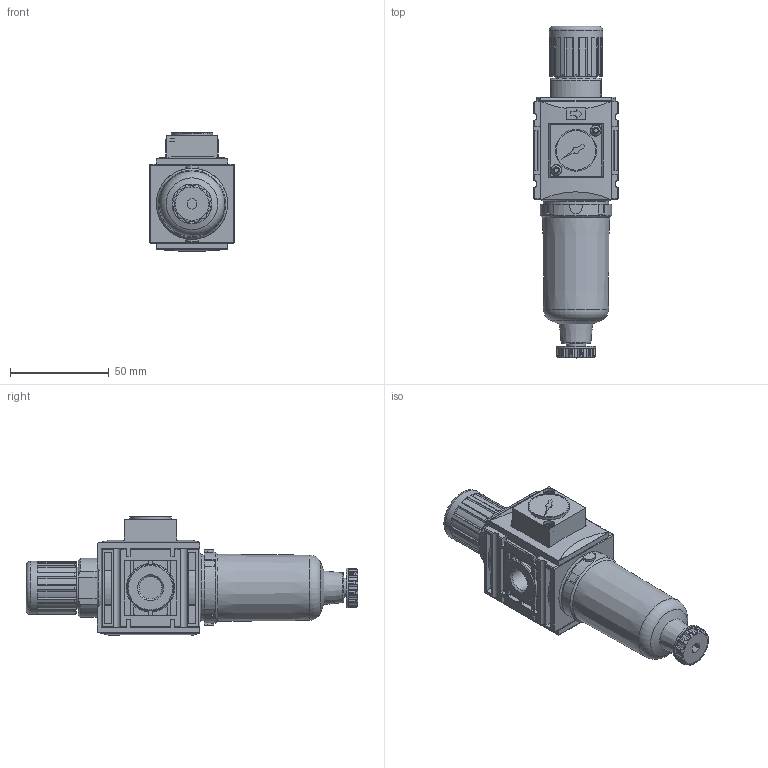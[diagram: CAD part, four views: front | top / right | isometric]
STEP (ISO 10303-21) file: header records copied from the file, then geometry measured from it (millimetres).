
FILE_DESCRIPTION( ( 'STEP AP214' ), ' ' );
FILE_NAME( '92100.CC06.stp', '2017-01-23T08:16:57', ( '' ), ( '' ), ' ', 'PARTsolutions', ' ' );
FILE_SCHEMA( ( 'AUTOMOTIVE_DESIGN { 1 0 10303 214 1 1 1 1 }' ) );
Length unit declared in the file: millimetre
Products named in the file (5): 92100.CC06; HI_KREV_11; _C.00 HA4; _KREG-014/8 G_PR; _GC 27.6
Assembly tree (4 placements, depth 2):
  92100.CC06
    HI_KREV_11
    _C.00 HA4
    _KREG-014/8 G_PR
    _GC 27.6
Bounding box: 43 x 168 x 60.08 mm (x, y, z)
Volume: 182340.9 mm3; surface area: 35748 mm2
Topology: 4 solids, 4 shells, 631 faces, 1752 edges, 1158 vertices
Faces by surface type: plane 301, cylinder 287, torus 24, cone 16, bspline 2, sphere 1
Full cylindrical faces by diameter (mm): 5.3 x2, 9.728 x1, 11.445 x2, 20 x2, 21 x2, 23.5 x2, 27 x1, 33.3 x1, 36 x1, 40 x1
Entity records: 25986 total; most frequent: CARTESIAN_POINT 4588, DIRECTION 3444, ORIENTED_EDGE 3412, EDGE_CURVE 1706, AXIS2_PLACEMENT_3D 1254, VERTEX_POINT 1150, LINE 936, VECTOR 936
